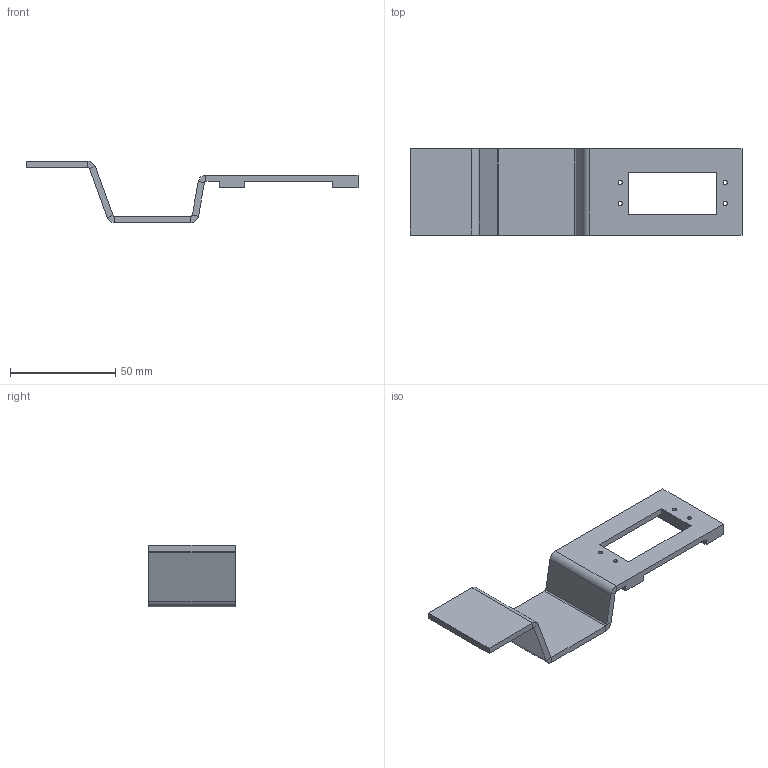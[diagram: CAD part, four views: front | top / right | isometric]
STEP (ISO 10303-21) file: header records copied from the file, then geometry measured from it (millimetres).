
FILE_DESCRIPTION (( 'STEP AP203' ), '1' );
FILE_NAME ('Arm 2_Default_sldprt.STEP', '2018-08-27T18:24:28', ( '' ), ( '' ), 'SwSTEP 2.0', 'SolidWorks 2014', '' );
FILE_SCHEMA (( 'CONFIG_CONTROL_DESIGN' ));
Length unit declared in the file: millimetre
Products named in the file (1): Arm 2_Default_sldprt
Bounding box: 158.05 x 41 x 29.31 mm (x, y, z)
Volume: 23842.2 mm3; surface area: 16502.3 mm2
Topology: 1 solids, 1 shells, 55 faces, 130 edges, 76 vertices
Faces by surface type: plane 39, cylinder 16
Entity records: 1637 total; most frequent: DIRECTION 274, CARTESIAN_POINT 262, ORIENTED_EDGE 260, EDGE_CURVE 130, LINE 98, VECTOR 98, AXIS2_PLACEMENT_3D 88, VERTEX_POINT 76
